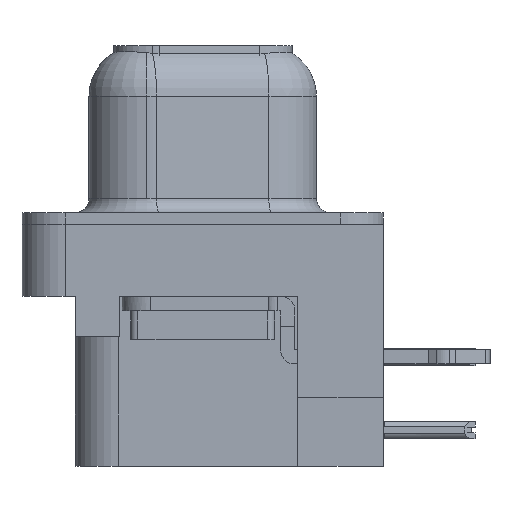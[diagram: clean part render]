
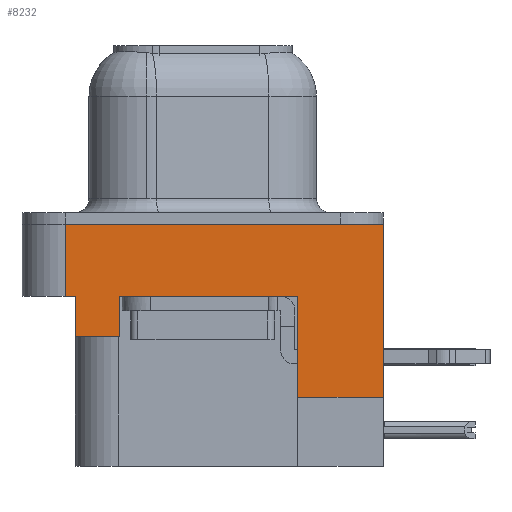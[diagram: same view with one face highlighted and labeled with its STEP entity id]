
A CAD part, left-side view. The second image highlights one B-rep face of the part: STEP entity #8232.
In plain terms, the highlighted planar face has unit normal (-1, 0, 0).
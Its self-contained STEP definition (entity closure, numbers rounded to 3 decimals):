
#196 = DIRECTION ( 'NONE',  ( 0., -1., 0. ) ) ;
#313 = CARTESIAN_POINT ( 'NONE',  ( -2.91, 4.775, -2.5 ) ) ;
#470 = EDGE_CURVE ( 'NONE', #3251, #3242, #19944, .T. ) ;
#775 = VERTEX_POINT ( 'NONE', #5897 ) ;
#1069 = CARTESIAN_POINT ( 'NONE',  ( -2.91, -6.275, 0. ) ) ;
#1172 = CARTESIAN_POINT ( 'NONE',  ( -2.91, -6.495, -6. ) ) ;
#1506 = ORIENTED_EDGE ( 'NONE', *, *, #13037, .F. ) ;
#1619 = VECTOR ( 'NONE', #2963, 1000. ) ;
#1706 = LINE ( 'NONE', #1779, #2876 ) ;
#1779 = CARTESIAN_POINT ( 'NONE',  ( -2.91, 4.425, -3.9 ) ) ;
#1823 = DIRECTION ( 'NONE',  ( 0., 0., 1. ) ) ;
#2017 = LINE ( 'NONE', #13239, #16097 ) ;
#2876 = VECTOR ( 'NONE', #22016, 1000. ) ;
#2963 = DIRECTION ( 'NONE',  ( 0., 0., 1. ) ) ;
#3242 = VERTEX_POINT ( 'NONE', #21510 ) ;
#3251 = VERTEX_POINT ( 'NONE', #21585 ) ;
#3311 = VERTEX_POINT ( 'NONE', #11395 ) ;
#3899 = VERTEX_POINT ( 'NONE', #17708 ) ;
#4545 = ORIENTED_EDGE ( 'NONE', *, *, #5908, .F. ) ;
#4839 = VECTOR ( 'NONE', #5872, 1000. ) ;
#5093 = CARTESIAN_POINT ( 'NONE',  ( -2.91, -6.275, -2.5 ) ) ;
#5165 = DIRECTION ( 'NONE',  ( 0., 0., 1. ) ) ;
#5351 = CARTESIAN_POINT ( 'NONE',  ( -2.91, 4.775, -2.5 ) ) ;
#5872 = DIRECTION ( 'NONE',  ( 0., 1., 0. ) ) ;
#5897 = CARTESIAN_POINT ( 'NONE',  ( -2.91, -6.275, -6. ) ) ;
#5908 = EDGE_CURVE ( 'NONE', #775, #8255, #13452, .T. ) ;
#6336 = DIRECTION ( 'NONE',  ( 0., 0., 1. ) ) ;
#6471 = LINE ( 'NONE', #313, #11329 ) ;
#7363 = EDGE_CURVE ( 'NONE', #13485, #3899, #21166, .T. ) ;
#7737 = DIRECTION ( 'NONE',  ( 0., 0., 1. ) ) ;
#8142 = VECTOR ( 'NONE', #21679, 1000. ) ;
#8232 = ADVANCED_FACE ( 'NONE', ( #17085 ), #22726, .T. ) ;
#8255 = VERTEX_POINT ( 'NONE', #20979 ) ;
#9338 = VERTEX_POINT ( 'NONE', #5351 ) ;
#9696 = ORIENTED_EDGE ( 'NONE', *, *, #21371, .T. ) ;
#9769 = AXIS2_PLACEMENT_3D ( 'NONE', #15446, #17296, #6336 ) ;
#10633 = VECTOR ( 'NONE', #5165, 1000. ) ;
#10785 = VECTOR ( 'NONE', #196, 1000. ) ;
#10866 = CARTESIAN_POINT ( 'NONE',  ( -2.91, 4.425, -3.9 ) ) ;
#10932 = EDGE_CURVE ( 'NONE', #21697, #3311, #15019, .T. ) ;
#11329 = VECTOR ( 'NONE', #7737, 1000. ) ;
#11395 = CARTESIAN_POINT ( 'NONE',  ( -2.91, -3.295, -2.5 ) ) ;
#12217 = ORIENTED_EDGE ( 'NONE', *, *, #12681, .T. ) ;
#12397 = DIRECTION ( 'NONE',  ( 0., -1., 0. ) ) ;
#12547 = CARTESIAN_POINT ( 'NONE',  ( -2.91, 2.895, -2.5 ) ) ;
#12681 = EDGE_CURVE ( 'NONE', #775, #3242, #2017, .T. ) ;
#13037 = EDGE_CURVE ( 'NONE', #20122, #13485, #1706, .T. ) ;
#13239 = CARTESIAN_POINT ( 'NONE',  ( -2.91, -6.275, -2.5 ) ) ;
#13403 = EDGE_CURVE ( 'NONE', #8255, #3311, #20393, .T. ) ;
#13452 = LINE ( 'NONE', #1172, #4839 ) ;
#13485 = VERTEX_POINT ( 'NONE', #10866 ) ;
#13855 = VECTOR ( 'NONE', #1823, 1000. ) ;
#14180 = EDGE_LOOP ( 'NONE', ( #4545, #12217, #18767, #18410, #9696, #17803, #1506, #16651, #16475, #19735 ) ) ;
#14449 = VECTOR ( 'NONE', #12397, 1000. ) ;
#14529 = CARTESIAN_POINT ( 'NONE',  ( -2.91, 2.895, -3.9 ) ) ;
#14696 = CARTESIAN_POINT ( 'NONE',  ( -2.91, 2.895, -3.9 ) ) ;
#15019 = LINE ( 'NONE', #21519, #14449 ) ;
#15446 = CARTESIAN_POINT ( 'NONE',  ( -2.91, -6.275, -2.5 ) ) ;
#15795 = CARTESIAN_POINT ( 'NONE',  ( -2.91, 4.425, -3.9 ) ) ;
#16097 = VECTOR ( 'NONE', #19201, 1000. ) ;
#16475 = ORIENTED_EDGE ( 'NONE', *, *, #10932, .T. ) ;
#16651 = ORIENTED_EDGE ( 'NONE', *, *, #23343, .T. ) ;
#17085 = FACE_OUTER_BOUND ( 'NONE', #14180, .T. ) ;
#17296 = DIRECTION ( 'NONE',  ( -1., 0., 0. ) ) ;
#17708 = CARTESIAN_POINT ( 'NONE',  ( -2.91, 4.425, -2.5 ) ) ;
#17803 = ORIENTED_EDGE ( 'NONE', *, *, #7363, .F. ) ;
#18151 = LINE ( 'NONE', #14696, #13855 ) ;
#18410 = ORIENTED_EDGE ( 'NONE', *, *, #21905, .F. ) ;
#18767 = ORIENTED_EDGE ( 'NONE', *, *, #470, .F. ) ;
#19201 = DIRECTION ( 'NONE',  ( 0., 0., 1. ) ) ;
#19735 = ORIENTED_EDGE ( 'NONE', *, *, #13403, .F. ) ;
#19944 = LINE ( 'NONE', #1069, #10785 ) ;
#20122 = VERTEX_POINT ( 'NONE', #14529 ) ;
#20393 = LINE ( 'NONE', #23416, #10633 ) ;
#20979 = CARTESIAN_POINT ( 'NONE',  ( -2.91, -3.295, -6. ) ) ;
#21166 = LINE ( 'NONE', #15795, #1619 ) ;
#21371 = EDGE_CURVE ( 'NONE', #9338, #3899, #22745, .T. ) ;
#21510 = CARTESIAN_POINT ( 'NONE',  ( -2.91, -6.275, 0. ) ) ;
#21519 = CARTESIAN_POINT ( 'NONE',  ( -2.91, -6.275, -2.5 ) ) ;
#21585 = CARTESIAN_POINT ( 'NONE',  ( -2.91, 4.775, 0. ) ) ;
#21679 = DIRECTION ( 'NONE',  ( 0., -1., 0. ) ) ;
#21697 = VERTEX_POINT ( 'NONE', #12547 ) ;
#21905 = EDGE_CURVE ( 'NONE', #9338, #3251, #6471, .T. ) ;
#22016 = DIRECTION ( 'NONE',  ( 0., 1., 0. ) ) ;
#22726 = PLANE ( 'NONE',  #9769 ) ;
#22745 = LINE ( 'NONE', #5093, #8142 ) ;
#23343 = EDGE_CURVE ( 'NONE', #20122, #21697, #18151, .T. ) ;
#23416 = CARTESIAN_POINT ( 'NONE',  ( -2.91, -3.295, -8.4 ) ) ;
